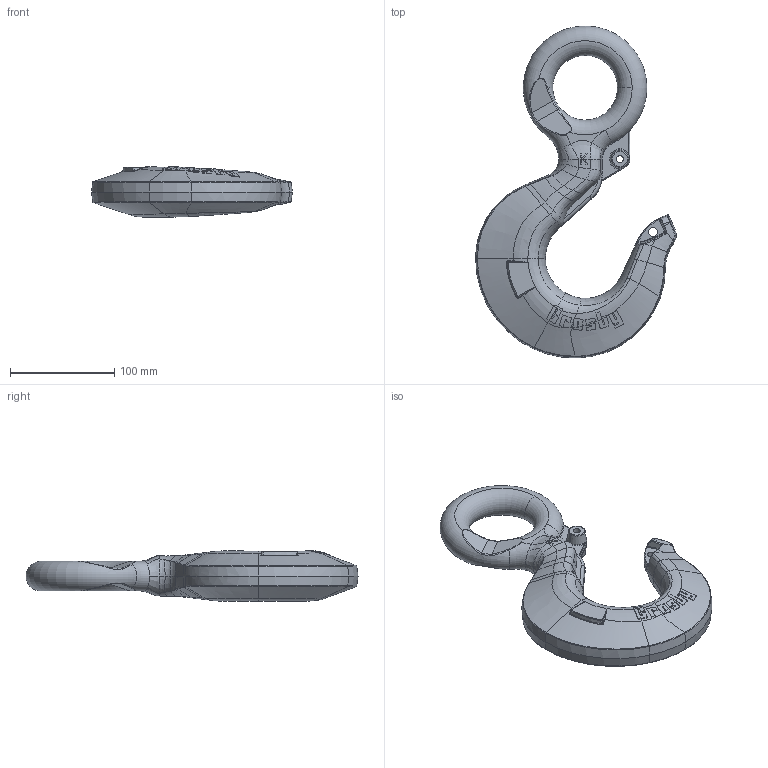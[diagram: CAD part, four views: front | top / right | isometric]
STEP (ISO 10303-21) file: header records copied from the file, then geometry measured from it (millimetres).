
FILE_DESCRIPTION((''),'2;1');
FILE_NAME('CROSBY_320N_HK_ID_K','2007-04-25T',('ADoughty'),('The Crosby Group, Inc.'),'PRO/ENGINEER BY PARAMETRIC TECHNOLOGY CORPORATION, 2006080','PRO/ENGINEER BY PARAMETRIC TECHNOLOGY CORPORATION, 2006080','');
FILE_SCHEMA(('CONFIG_CONTROL_DESIGN'));
Length unit declared in the file: inch
Products named in the file (1): CROSBY_320N_HK_ID_K
Bounding box: 192.31 x 317.9 x 48.59 mm (x, y, z)
Volume: 816623.4 mm3; surface area: 86350.9 mm2
Topology: 1 solids, 1 shells, 478 faces, 1176 edges, 700 vertices
Faces by surface type: bspline 280, plane 92, extrusion 36, torus 31, cylinder 20, cone 17, sphere 2
Entity records: 37767 total; most frequent: CARTESIAN_POINT 28922, ORIENTED_EDGE 2352, EDGE_CURVE 1176, DIRECTION 975, B_SPLINE_CURVE_WITH_KNOTS 822, VERTEX_POINT 700, EDGE_LOOP 484, FACE_OUTER_BOUND 478
